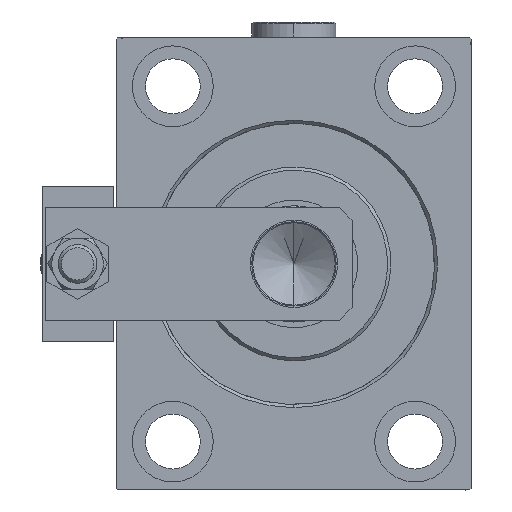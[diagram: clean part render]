
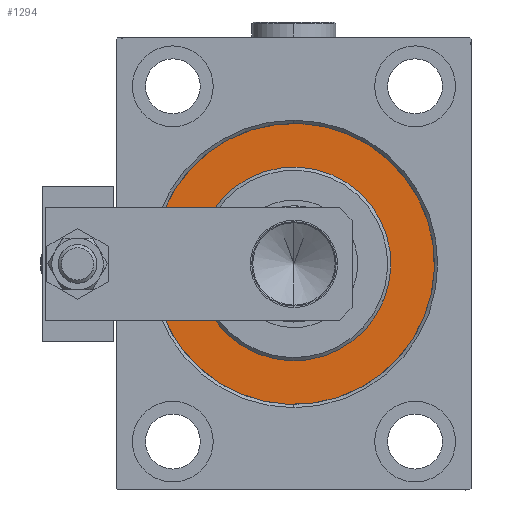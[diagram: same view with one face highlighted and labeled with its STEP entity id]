
A CAD part, left-side view. The second image highlights one B-rep face of the part: STEP entity #1294.
In plain terms, the highlighted face is planar.
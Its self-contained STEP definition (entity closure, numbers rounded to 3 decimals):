
#1294 = ADVANCED_FACE ( 'NONE', ( #16418, #11414 ), #11939, .F. ) ;
#1338 = AXIS2_PLACEMENT_3D ( 'NONE', #11386, #3427, #39543 ) ;
#2470 = AXIS2_PLACEMENT_3D ( 'NONE', #8870, #46045, #25850 ) ;
#2530 = VERTEX_POINT ( 'NONE', #40503 ) ;
#3427 = DIRECTION ( 'NONE',  ( 1., 0., 0. ) ) ;
#3659 = CIRCLE ( 'NONE', #10432, 43.5 ) ;
#5310 = EDGE_CURVE ( 'NONE', #2530, #51535, #3659, .T. ) ;
#8870 = CARTESIAN_POINT ( 'NONE',  ( 0., 0., 0. ) ) ;
#10310 = DIRECTION ( 'NONE',  ( -1., 0., 0. ) ) ;
#10432 = AXIS2_PLACEMENT_3D ( 'NONE', #23298, #10310, #43509 ) ;
#11386 = CARTESIAN_POINT ( 'NONE',  ( 0., 0., 0. ) ) ;
#11414 = FACE_OUTER_BOUND ( 'NONE', #15005, .T. ) ;
#11939 = PLANE ( 'NONE',  #41688 ) ;
#13366 = AXIS2_PLACEMENT_3D ( 'NONE', #30427, #46622, #46101 ) ;
#14794 = EDGE_CURVE ( 'NONE', #35703, #16364, #15726, .T. ) ;
#15005 = EDGE_LOOP ( 'NONE', ( #24905, #41693 ) ) ;
#15726 = CIRCLE ( 'NONE', #1338, 30. ) ;
#16364 = VERTEX_POINT ( 'NONE', #31389 ) ;
#16418 = FACE_BOUND ( 'NONE', #20887, .T. ) ;
#20157 = CIRCLE ( 'NONE', #13366, 43.5 ) ;
#20887 = EDGE_LOOP ( 'NONE', ( #28233, #40200 ) ) ;
#23298 = CARTESIAN_POINT ( 'NONE',  ( 0., 0., 0. ) ) ;
#23829 = EDGE_CURVE ( 'NONE', #51535, #2530, #20157, .T. ) ;
#24905 = ORIENTED_EDGE ( 'NONE', *, *, #23829, .F. ) ;
#25346 = CIRCLE ( 'NONE', #2470, 30. ) ;
#25850 = DIRECTION ( 'NONE',  ( 0., 0., -1. ) ) ;
#26673 = EDGE_CURVE ( 'NONE', #16364, #35703, #25346, .T. ) ;
#27619 = CARTESIAN_POINT ( 'NONE',  ( 0., 0., 0. ) ) ;
#28233 = ORIENTED_EDGE ( 'NONE', *, *, #14794, .F. ) ;
#30281 = CARTESIAN_POINT ( 'NONE',  ( 0., 0., 30. ) ) ;
#30427 = CARTESIAN_POINT ( 'NONE',  ( 0., 0., 0. ) ) ;
#31389 = CARTESIAN_POINT ( 'NONE',  ( 0., 0., -30. ) ) ;
#32652 = DIRECTION ( 'NONE',  ( 0., 0., 1. ) ) ;
#35703 = VERTEX_POINT ( 'NONE', #30281 ) ;
#39543 = DIRECTION ( 'NONE',  ( 0., 0., -1. ) ) ;
#39920 = CARTESIAN_POINT ( 'NONE',  ( 0., 0., -43.5 ) ) ;
#40200 = ORIENTED_EDGE ( 'NONE', *, *, #26673, .F. ) ;
#40503 = CARTESIAN_POINT ( 'NONE',  ( 0., 0., 43.5 ) ) ;
#41688 = AXIS2_PLACEMENT_3D ( 'NONE', #27619, #52340, #32652 ) ;
#41693 = ORIENTED_EDGE ( 'NONE', *, *, #5310, .F. ) ;
#43509 = DIRECTION ( 'NONE',  ( 0., 0., 1. ) ) ;
#46045 = DIRECTION ( 'NONE',  ( 1., 0., 0. ) ) ;
#46101 = DIRECTION ( 'NONE',  ( 0., 0., 1. ) ) ;
#46622 = DIRECTION ( 'NONE',  ( -1., 0., 0. ) ) ;
#51535 = VERTEX_POINT ( 'NONE', #39920 ) ;
#52340 = DIRECTION ( 'NONE',  ( -1., 0., 0. ) ) ;
